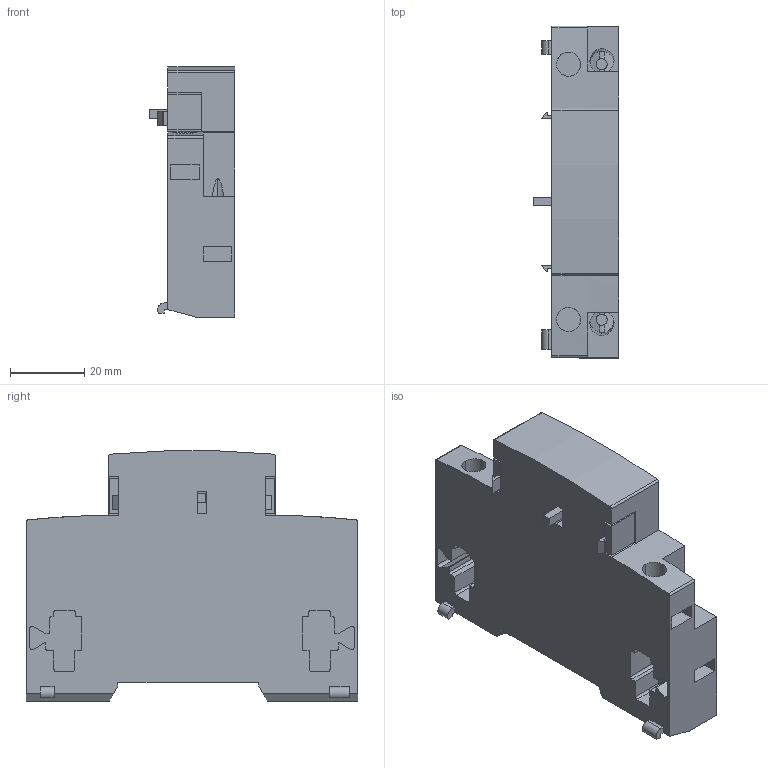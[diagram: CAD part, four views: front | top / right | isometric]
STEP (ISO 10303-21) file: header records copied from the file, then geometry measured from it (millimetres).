
FILE_DESCRIPTION(('STEP AP214'),'1');
FILE_NAME('cctmp_AD980B91-195F-445A-B96C-F9533044DD48_2023_07_21_11_31_19_0173..stp','2023-07-21T09:31:20',('SIEMENS A&D'),('CADClick - www.CADClick.com'),'Spatial InterOp 3D postprocessed',' ','unknown authorization');
FILE_SCHEMA(('AUTOMOTIVE_DESIGN'));
Length unit declared in the file: millimetre
Products named in the file (1): 2023_07_21_11_31_19_0157
Bounding box: 23 x 89.4 x 67.39 mm (x, y, z)
Volume: 80823.9 mm3; surface area: 19665.7 mm2
Topology: 1 solids, 1 shells, 194 faces, 542 edges, 358 vertices
Faces by surface type: plane 141, cylinder 53
Entity records: 10670 total; most frequent: CARTESIAN_POINT 1403, STYLED_ITEM 1095, PRESENTATION_STYLE_ASSIGNMENT 1095, ORIENTED_EDGE 1084, DIRECTION 1004, EDGE_CURVE 542, CURVE_STYLE 542, DRAUGHTING_PRE_DEFINED_CURVE_FONT 542
